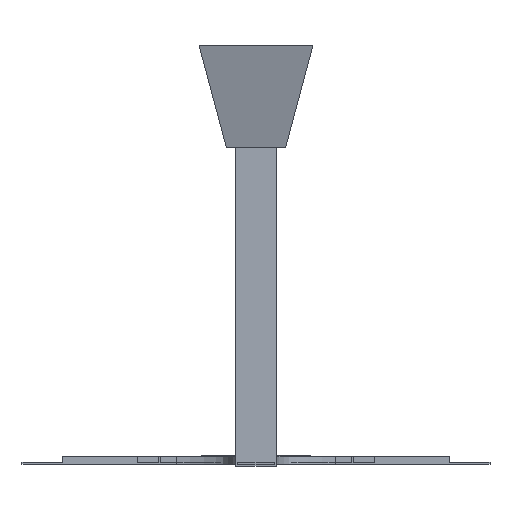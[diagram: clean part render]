
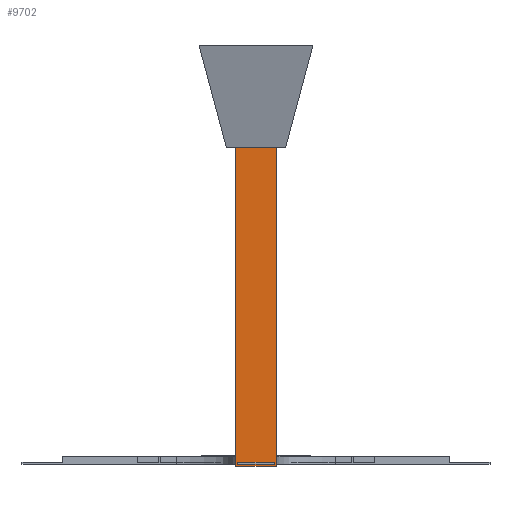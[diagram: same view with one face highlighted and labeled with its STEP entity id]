
A CAD part, front view. The second image highlights one B-rep face of the part: STEP entity #9702.
In plain terms, the highlighted planar face has unit normal (0, -1, 0).
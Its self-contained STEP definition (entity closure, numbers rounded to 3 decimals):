
#114=FACE_BOUND('',#1109,.T.);
#594=FACE_OUTER_BOUND('',#1108,.T.);
#1108=EDGE_LOOP('',(#7944,#7945,#7946,#7947));
#1109=EDGE_LOOP('',(#7948,#7949,#7950,#7951));
#2068=LINE('',#14865,#3322);
#2075=LINE('',#14880,#3329);
#2079=LINE('',#14887,#3333);
#2088=LINE('',#14906,#3342);
#2091=LINE('',#14910,#3345);
#2092=LINE('',#14913,#3346);
#2094=LINE('',#14917,#3348);
#2096=LINE('',#14920,#3350);
#3322=VECTOR('',#12144,10.);
#3329=VECTOR('',#12155,10.);
#3333=VECTOR('',#12161,10.);
#3342=VECTOR('',#12174,10.);
#3345=VECTOR('',#12179,10.);
#3346=VECTOR('',#12182,10.);
#3348=VECTOR('',#12186,10.);
#3350=VECTOR('',#12190,10.);
#4393=VERTEX_POINT('',#14862);
#4394=VERTEX_POINT('',#14864);
#4399=VERTEX_POINT('',#14877);
#4400=VERTEX_POINT('',#14879);
#4402=VERTEX_POINT('',#14885);
#4410=VERTEX_POINT('',#14905);
#4411=VERTEX_POINT('',#14912);
#4412=VERTEX_POINT('',#14916);
#5621=EDGE_CURVE('',#4393,#4394,#2068,.T.);
#5628=EDGE_CURVE('',#4400,#4399,#2075,.T.);
#5632=EDGE_CURVE('',#4399,#4402,#2079,.T.);
#5641=EDGE_CURVE('',#4410,#4400,#2088,.T.);
#5644=EDGE_CURVE('',#4402,#4410,#2091,.T.);
#5645=EDGE_CURVE('',#4411,#4394,#2092,.T.);
#5647=EDGE_CURVE('',#4412,#4411,#2094,.T.);
#5649=EDGE_CURVE('',#4412,#4393,#2096,.T.);
#7944=ORIENTED_EDGE('',*,*,#5649,.F.);
#7945=ORIENTED_EDGE('',*,*,#5647,.T.);
#7946=ORIENTED_EDGE('',*,*,#5645,.T.);
#7947=ORIENTED_EDGE('',*,*,#5621,.F.);
#7948=ORIENTED_EDGE('',*,*,#5644,.T.);
#7949=ORIENTED_EDGE('',*,*,#5641,.T.);
#7950=ORIENTED_EDGE('',*,*,#5628,.T.);
#7951=ORIENTED_EDGE('',*,*,#5632,.T.);
#9227=PLANE('',#10323);
#9702=ADVANCED_FACE('',(#594,#114),#9227,.T.);
#10323=AXIS2_PLACEMENT_3D('',#14921,#12191,#12192);
#12144=DIRECTION('',(1.,0.,0.));
#12155=DIRECTION('',(1.,0.,0.));
#12161=DIRECTION('',(0.,0.,-1.));
#12174=DIRECTION('',(0.,0.,1.));
#12179=DIRECTION('',(-1.,0.,0.));
#12182=DIRECTION('',(0.,0.,1.));
#12186=DIRECTION('',(1.,0.,0.));
#12190=DIRECTION('',(0.,0.,1.));
#12191=DIRECTION('center_axis',(0.,-1.,0.));
#12192=DIRECTION('ref_axis',(0.,0.,-1.));
#14862=CARTESIAN_POINT('',(-10.,-123.6,155.));
#14864=CARTESIAN_POINT('',(10.,-123.6,155.));
#14865=CARTESIAN_POINT('',(10.,-123.6,155.));
#14877=CARTESIAN_POINT('',(9.,-123.6,1.));
#14879=CARTESIAN_POINT('',(-9.,-123.6,1.));
#14880=CARTESIAN_POINT('',(9.,-123.6,1.));
#14885=CARTESIAN_POINT('',(9.,-123.6,0.));
#14887=CARTESIAN_POINT('',(9.,-123.6,0.));
#14905=CARTESIAN_POINT('',(-9.,-123.6,0.));
#14906=CARTESIAN_POINT('',(-9.,-123.6,1.));
#14910=CARTESIAN_POINT('',(-9.,-123.6,0.));
#14912=CARTESIAN_POINT('',(10.,-123.6,-1.));
#14913=CARTESIAN_POINT('',(10.,-123.6,5.));
#14916=CARTESIAN_POINT('',(-10.,-123.6,-1.));
#14917=CARTESIAN_POINT('',(10.,-123.6,-1.));
#14920=CARTESIAN_POINT('',(-10.,-123.6,5.));
#14921=CARTESIAN_POINT('Origin',(0.,-123.6,2.));
